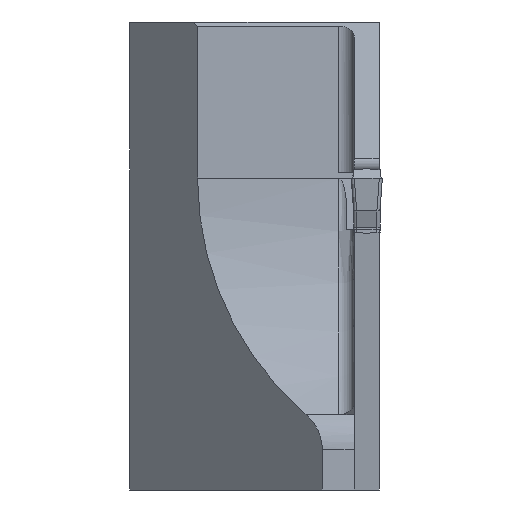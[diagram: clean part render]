
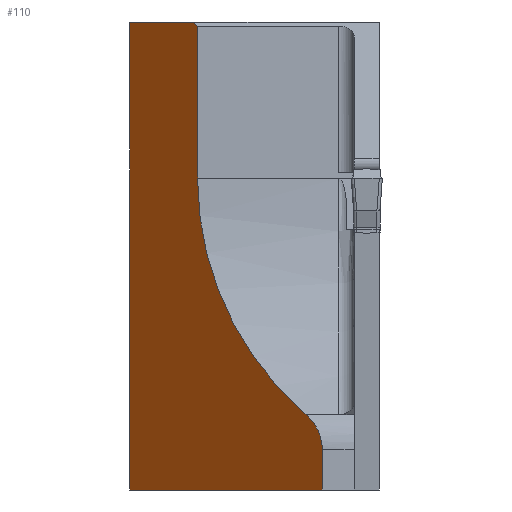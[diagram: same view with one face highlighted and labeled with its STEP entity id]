
A CAD part, left-side view. The second image highlights one B-rep face of the part: STEP entity #110.
In plain terms, the highlighted planar face has unit normal (-0.707, 0.707, 0).
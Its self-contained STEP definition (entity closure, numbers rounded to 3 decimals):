
#72=ELLIPSE('',#1275,4.243,3.);
#74=ELLIPSE('',#1292,28.284,20.);
#110=ADVANCED_FACE('',(#222),#174,.F.);
#174=PLANE('',#1295);
#222=FACE_OUTER_BOUND('',#289,.T.);
#289=EDGE_LOOP('',(#454,#455,#456,#457,#458,#459,#460,#461));
#454=ORIENTED_EDGE('',*,*,#870,.F.);
#455=ORIENTED_EDGE('',*,*,#873,.F.);
#456=ORIENTED_EDGE('',*,*,#857,.F.);
#457=ORIENTED_EDGE('',*,*,#865,.F.);
#458=ORIENTED_EDGE('',*,*,#845,.F.);
#459=ORIENTED_EDGE('',*,*,#841,.F.);
#460=ORIENTED_EDGE('',*,*,#836,.F.);
#461=ORIENTED_EDGE('',*,*,#840,.F.);
#723=VERTEX_POINT('',#1753);
#724=VERTEX_POINT('',#1755);
#726=VERTEX_POINT('',#1761);
#727=VERTEX_POINT('',#1765);
#729=VERTEX_POINT('',#1772);
#737=VERTEX_POINT('',#1793);
#738=VERTEX_POINT('',#1795);
#741=VERTEX_POINT('',#1819);
#836=EDGE_CURVE('',#723,#724,#1006,.T.);
#840=EDGE_CURVE('',#726,#723,#72,.T.);
#841=EDGE_CURVE('',#724,#727,#1010,.T.);
#845=EDGE_CURVE('',#727,#729,#1014,.T.);
#857=EDGE_CURVE('',#737,#738,#1025,.T.);
#865=EDGE_CURVE('',#729,#737,#1032,.T.);
#870=EDGE_CURVE('',#741,#726,#74,.T.);
#873=EDGE_CURVE('',#738,#741,#1038,.T.);
#1006=LINE('',#1754,#1147);
#1010=LINE('',#1764,#1151);
#1014=LINE('',#1771,#1155);
#1025=LINE('',#1794,#1166);
#1032=LINE('',#1810,#1173);
#1038=LINE('',#1825,#1179);
#1147=VECTOR('',#1402,1.);
#1151=VECTOR('',#1412,1.);
#1155=VECTOR('',#1418,1.);
#1166=VECTOR('',#1435,1.);
#1173=VECTOR('',#1456,1.);
#1179=VECTOR('',#1474,1.);
#1275=AXIS2_PLACEMENT_3D('',#1762,#1408,#1409);
#1292=AXIS2_PLACEMENT_3D('',#1820,#1468,#1469);
#1295=AXIS2_PLACEMENT_3D('',#1828,#1478,#1479);
#1402=DIRECTION('',(0.,0.,-1.));
#1408=DIRECTION('',(0.707,-0.707,0.));
#1409=DIRECTION('',(-0.707,-0.707,0.));
#1412=DIRECTION('',(0.707,0.707,0.));
#1418=DIRECTION('',(0.,0.,1.));
#1435=DIRECTION('',(-0.629,-0.629,-0.457));
#1456=DIRECTION('',(-0.707,-0.707,0.));
#1468=DIRECTION('',(-0.707,0.707,0.));
#1469=DIRECTION('',(-0.707,-0.707,0.));
#1474=DIRECTION('',(0.,0.,-1.));
#1478=DIRECTION('',(0.707,-0.707,0.));
#1479=DIRECTION('',(0.707,0.707,0.));
#1753=CARTESIAN_POINT('',(8.,3.65,-17.436));
#1754=CARTESIAN_POINT('',(8.,3.65,30.));
#1755=CARTESIAN_POINT('',(8.,3.65,-20.));
#1761=CARTESIAN_POINT('',(9.043,4.693,-15.161));
#1762=CARTESIAN_POINT('',(11.,6.65,-17.436));
#1764=CARTESIAN_POINT('',(20.35,16.,-20.));
#1765=CARTESIAN_POINT('',(20.35,16.,-20.));
#1771=CARTESIAN_POINT('',(20.35,16.,30.));
#1772=CARTESIAN_POINT('',(20.35,16.,10.));
#1793=CARTESIAN_POINT('',(16.359,12.009,10.));
#1794=CARTESIAN_POINT('',(25.265,20.915,16.47));
#1795=CARTESIAN_POINT('',(16.,11.65,9.739));
#1810=CARTESIAN_POINT('',(20.35,16.,10.));
#1819=CARTESIAN_POINT('',(16.,11.65,0.));
#1820=CARTESIAN_POINT('',(-4.,-8.35,0.));
#1825=CARTESIAN_POINT('',(16.,11.65,30.));
#1828=CARTESIAN_POINT('',(20.35,16.,30.));
